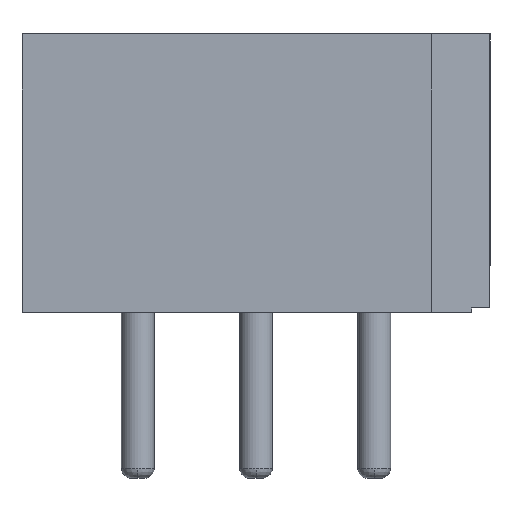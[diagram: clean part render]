
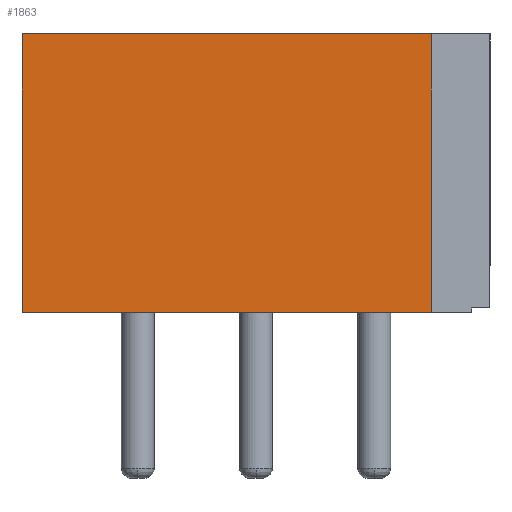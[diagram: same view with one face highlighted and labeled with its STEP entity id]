
A CAD part, front view. The second image highlights one B-rep face of the part: STEP entity #1863.
In plain terms, the highlighted planar face has unit normal (0, -1, 0).
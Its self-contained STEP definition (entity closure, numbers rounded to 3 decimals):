
#1177 = VERTEX_POINT('',#1178);
#1178 = CARTESIAN_POINT('',(-2.45,-1.8,5.9)
  );
#1184 = EDGE_CURVE('',#1177,#1185,#1187,.T.);
#1185 = VERTEX_POINT('',#1186);
#1186 = CARTESIAN_POINT('',(6.21,-1.8,5.9)
  );
#1187 = LINE('',#1188,#1189);
#1188 = CARTESIAN_POINT('',(-2.45,-1.8,5.9));
#1189 = VECTOR('',#1190,1.);
#1190 = DIRECTION('',(1.,0.,0.));
#1834 = VERTEX_POINT('',#1835);
#1835 = CARTESIAN_POINT('',(-2.45,-1.8,
    0.));
#1841 = EDGE_CURVE('',#1834,#1177,#1842,.T.);
#1842 = LINE('',#1843,#1844);
#1843 = CARTESIAN_POINT('',(-2.45,-1.8,0.));
#1844 = VECTOR('',#1845,1.);
#1845 = DIRECTION('',(0.,0.,1.));
#1863 = ADVANCED_FACE('',(#1864),#1882,.T.);
#1864 = FACE_BOUND('',#1865,.T.);
#1865 = EDGE_LOOP('',(#1866,#1874,#1875,#1876));
#1866 = ORIENTED_EDGE('',*,*,#1867,.T.);
#1867 = EDGE_CURVE('',#1868,#1185,#1870,.T.);
#1868 = VERTEX_POINT('',#1869);
#1869 = CARTESIAN_POINT('',(6.21,-1.8,
    0.));
#1870 = LINE('',#1871,#1872);
#1871 = CARTESIAN_POINT('',(6.21,-1.8,0.));
#1872 = VECTOR('',#1873,1.);
#1873 = DIRECTION('',(0.,0.,1.));
#1874 = ORIENTED_EDGE('',*,*,#1184,.F.);
#1875 = ORIENTED_EDGE('',*,*,#1841,.F.);
#1876 = ORIENTED_EDGE('',*,*,#1877,.T.);
#1877 = EDGE_CURVE('',#1834,#1868,#1878,.T.);
#1878 = LINE('',#1879,#1880);
#1879 = CARTESIAN_POINT('',(-2.45,-1.8,0.));
#1880 = VECTOR('',#1881,1.);
#1881 = DIRECTION('',(1.,0.,0.));
#1882 = PLANE('',#1883);
#1883 = AXIS2_PLACEMENT_3D('',#1884,#1885,#1886);
#1884 = CARTESIAN_POINT('',(-2.45,-1.8,
    0.));
#1885 = DIRECTION('',(0.,-1.,0.));
#1886 = DIRECTION('',(0.,0.,-1.));
